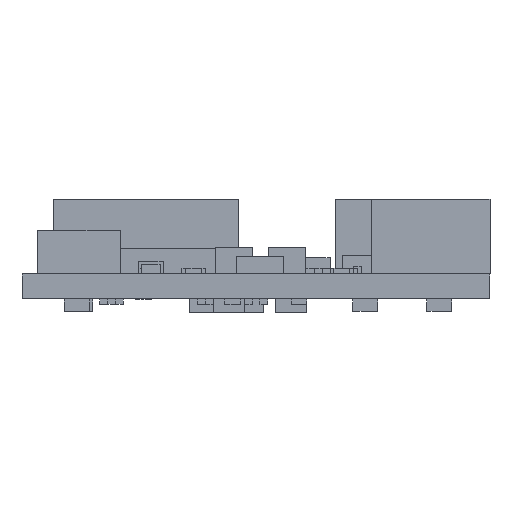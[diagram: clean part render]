
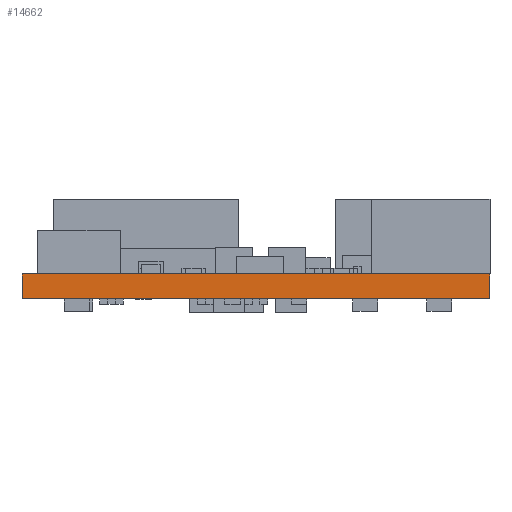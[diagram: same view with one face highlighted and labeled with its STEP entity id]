
A CAD part, front view. The second image highlights one B-rep face of the part: STEP entity #14662.
In plain terms, the highlighted planar face has unit normal (0, -1, 0).
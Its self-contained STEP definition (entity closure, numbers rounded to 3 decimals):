
#1912=FACE_OUTER_BOUND('',#2935,.T.);
#2935=EDGE_LOOP('',(#12903,#12904,#12905,#12906));
#3334=LINE('',#20314,#4833);
#4668=LINE('',#23934,#6167);
#4669=LINE('',#23935,#6168);
#4670=LINE('',#23936,#6169);
#4833=VECTOR('',#16287,10.);
#6167=VECTOR('',#19903,10.);
#6168=VECTOR('',#19904,10.);
#6169=VECTOR('',#19905,10.);
#6310=VERTEX_POINT('',#20311);
#6311=VERTEX_POINT('',#20313);
#7455=VERTEX_POINT('',#23932);
#7456=VERTEX_POINT('',#23933);
#7641=EDGE_CURVE('',#6310,#6311,#3334,.T.);
#9384=EDGE_CURVE('',#7455,#7456,#4668,.T.);
#9385=EDGE_CURVE('',#7456,#6311,#4669,.T.);
#9386=EDGE_CURVE('',#7455,#6310,#4670,.T.);
#12903=ORIENTED_EDGE('',*,*,#9384,.T.);
#12904=ORIENTED_EDGE('',*,*,#9385,.T.);
#12905=ORIENTED_EDGE('',*,*,#7641,.F.);
#12906=ORIENTED_EDGE('',*,*,#9386,.F.);
#13852=PLANE('',#15926);
#14662=ADVANCED_FACE('',(#1912),#13852,.T.);
#15926=AXIS2_PLACEMENT_3D('',#23931,#19901,#19902);
#16287=DIRECTION('',(1.,0.,0.));
#19901=DIRECTION('center_axis',(0.,-1.,0.));
#19902=DIRECTION('ref_axis',(1.,0.,0.));
#19903=DIRECTION('',(1.,0.,0.));
#19904=DIRECTION('',(0.,0.,1.));
#19905=DIRECTION('',(0.,0.,1.));
#20311=CARTESIAN_POINT('',(0.,0.,1.6));
#20313=CARTESIAN_POINT('',(30.,0.,1.6));
#20314=CARTESIAN_POINT('',(0.,0.,1.6));
#23931=CARTESIAN_POINT('Origin',(0.,0.,0.));
#23932=CARTESIAN_POINT('',(0.,0.,0.));
#23933=CARTESIAN_POINT('',(30.,0.,0.));
#23934=CARTESIAN_POINT('',(0.,0.,0.));
#23935=CARTESIAN_POINT('',(30.,0.,0.));
#23936=CARTESIAN_POINT('',(0.,0.,0.));
